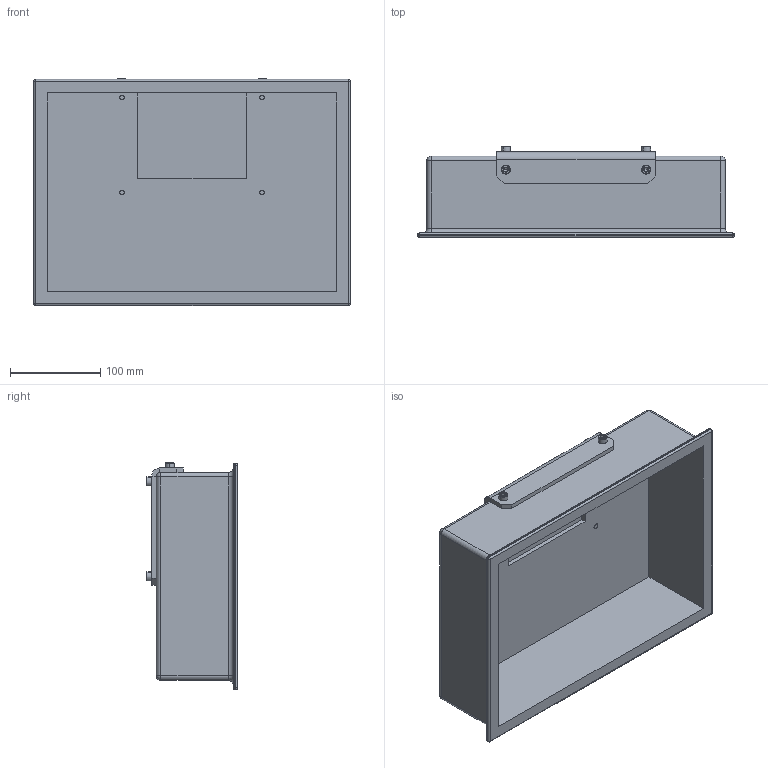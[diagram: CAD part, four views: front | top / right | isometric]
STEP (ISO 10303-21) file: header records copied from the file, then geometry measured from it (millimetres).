
FILE_DESCRIPTION (( 'STEP AP214' ), '1' );
FILE_NAME ('Deckel.STEP', '2013-05-15T08:13:08', ( '' ), ( '' ), 'SwSTEP 2.0', 'SolidWorks 2011', '' );
FILE_SCHEMA (( 'AUTOMOTIVE_DESIGN' ));
Length unit declared in the file: millimetre
Products named in the file (4): Cylinder_head_screw_ISO_4762_M6x10_4S0110266; LID2; LID; Deckel
Assembly tree (8 placements, depth 2):
  Deckel
    Cylinder_head_screw_ISO_4762_M6x10_4S0110266  x6
    LID2
    LID
Bounding box: 350 x 101 x 251 mm (x, y, z)
Volume: 969156.9 mm3; surface area: 396055.9 mm2
Topology: 8 solids, 8 shells, 313 faces, 743 edges, 440 vertices
Faces by surface type: cone 102, plane 96, cylinder 75, torus 28, sphere 12
Entity records: 4240 total; most frequent: DIRECTION 754, CARTESIAN_POINT 731, ORIENTED_EDGE 648, EDGE_CURVE 324, AXIS2_PLACEMENT_3D 288, VERTEX_POINT 195, LINE 178, VECTOR 178
